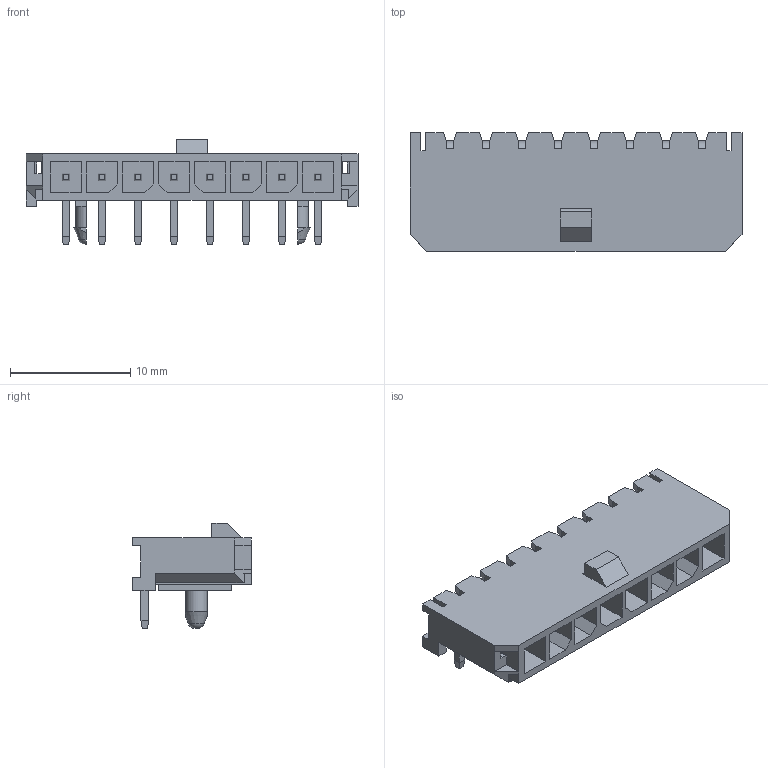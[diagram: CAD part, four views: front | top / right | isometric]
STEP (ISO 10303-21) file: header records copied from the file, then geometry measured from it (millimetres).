
FILE_DESCRIPTION(/* description */ ('Unknown'),/* implementation_level */ '2;1');
FILE_NAME(/* name */ '66200811024',/* time_stamp */ '2022-12-02T12:54:59+01:00',/* author */ ('Unknown'),/* organization */ ('Unknown'),/* preprocessor_version */ 'ST-DEVELOPER v18.102',/* originating_system */ 'Solid Edge',/* authorisation */ 'Unknown');
FILE_SCHEMA (('AUTOMOTIVE_DESIGN {1 0 10303 214 3 1 1}'));
Length unit declared in the file: millimetre
Products named in the file (3): 6620xx11024; 66200811022; 6620xx11024_PIN
Assembly tree (9 placements, depth 2):
  6620xx11024
    66200811022
    6620xx11024_PIN  x8
Bounding box: 27.65 x 9.9 x 8.76 mm (x, y, z)
Volume: 686.8 mm3; surface area: 1807 mm2
Topology: 9 solids, 9 shells, 458 faces, 1191 edges, 746 vertices
Faces by surface type: plane 435, cylinder 19, cone 2, torus 2
Entity records: 10321 total; most frequent: CARTESIAN_POINT 1815, ORIENTED_EDGE 1794, DIRECTION 1571, EDGE_CURVE 897, LINE 871, VECTOR 871, VERTEX_POINT 578, AXIS2_PLACEMENT_3D 350
